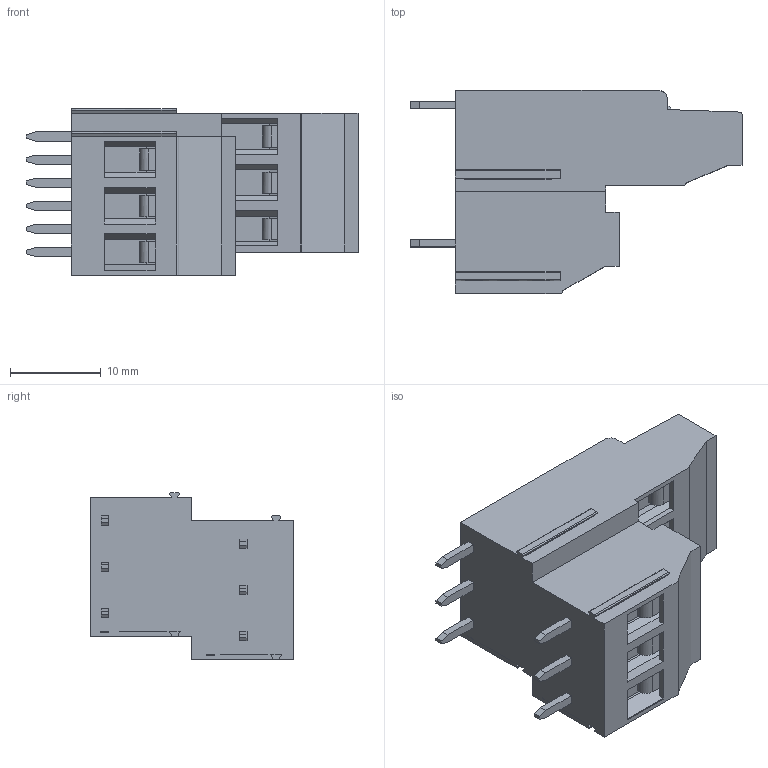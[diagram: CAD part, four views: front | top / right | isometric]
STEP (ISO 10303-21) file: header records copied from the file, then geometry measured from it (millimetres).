
FILE_DESCRIPTION( ('This file contains a STEP AP42 implementation' ,'as created by ZW3D STEP Interface translator.') ,'2;1' );
FILE_NAME( 'wj130t2a_508.stp' ,'221028. 81419', (''), ('ZWCAD Software Co.'), 'Version 1.0', 'ZW3D to STEP translator', '' );
FILE_SCHEMA(('AUTOMOTIVE_DESIGN'));
Length unit declared in the file: millimetre
Products named in the file (2): 0; wj130t2a_508
Bounding box: 36.5 x 22.3 x 18.28 mm (x, y, z)
Volume: 7032.9 mm3; surface area: 4565.5 mm2
Topology: 2 solids, 4 shells, 488 faces, 1281 edges, 820 vertices
Faces by surface type: bspline 488
Entity records: 15382 total; most frequent: CARTESIAN_POINT 7270, ORIENTED_EDGE 2568, EDGE_CURVE 1281, B_SPLINE_CURVE_WITH_KNOTS 1028, VERTEX_POINT 820, EDGE_LOOP 519, FACE_OUTER_BOUND 488, ADVANCED_FACE 488
